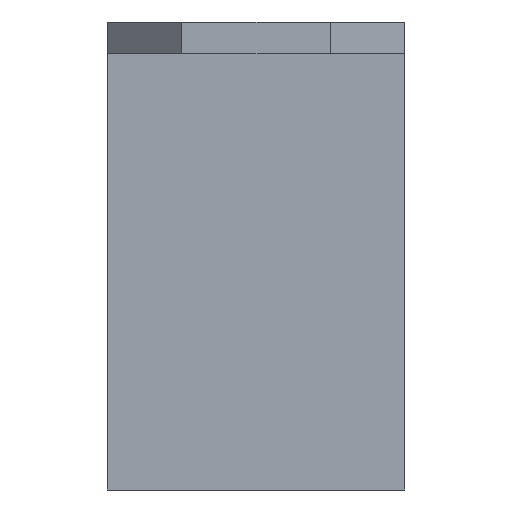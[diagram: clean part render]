
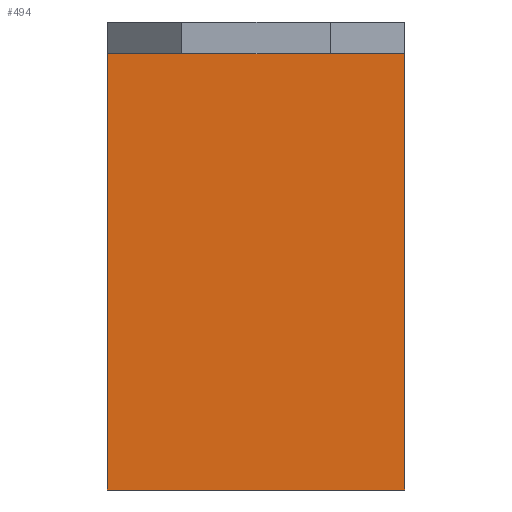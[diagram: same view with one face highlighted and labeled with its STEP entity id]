
A CAD part, left-side view. The second image highlights one B-rep face of the part: STEP entity #494.
In plain terms, the highlighted planar face has unit normal (-1, 0, 0).
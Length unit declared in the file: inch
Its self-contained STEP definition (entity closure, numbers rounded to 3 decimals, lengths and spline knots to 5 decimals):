
#73=FACE_OUTER_BOUND('',#112,.T.);
#112=EDGE_LOOP('',(#439,#440,#441,#442));
#136=LINE('',#732,#187);
#144=LINE('',#749,#195);
#154=LINE('',#792,#205);
#164=LINE('',#811,#215);
#187=VECTOR('',#593,0.3937);
#195=VECTOR('',#605,0.3937);
#205=VECTOR('',#655,0.3937);
#215=VECTOR('',#677,0.3937);
#219=VERTEX_POINT('',#687);
#234=VERTEX_POINT('',#728);
#241=VERTEX_POINT('',#747);
#253=VERTEX_POINT('',#789);
#282=EDGE_CURVE('',#219,#234,#136,.T.);
#291=EDGE_CURVE('',#241,#234,#144,.T.);
#312=EDGE_CURVE('',#253,#241,#154,.T.);
#322=EDGE_CURVE('',#253,#219,#164,.T.);
#439=ORIENTED_EDGE('',*,*,#322,.T.);
#440=ORIENTED_EDGE('',*,*,#282,.T.);
#441=ORIENTED_EDGE('',*,*,#291,.F.);
#442=ORIENTED_EDGE('',*,*,#312,.F.);
#469=PLANE('',#547);
#494=ADVANCED_FACE('',(#73),#469,.T.);
#547=AXIS2_PLACEMENT_3D('',#810,#675,#676);
#593=DIRECTION('',(0.,1.,0.));
#605=DIRECTION('',(0.,0.,1.));
#655=DIRECTION('',(0.,1.,0.));
#675=DIRECTION('center_axis',(-1.,0.,0.));
#676=DIRECTION('ref_axis',(0.,0.,1.));
#677=DIRECTION('',(0.,0.,1.));
#687=CARTESIAN_POINT('',(-0.99,0.,-0.15));
#728=CARTESIAN_POINT('',(-0.99,1.4,-0.15));
#732=CARTESIAN_POINT('',(-0.99,0.,-0.15));
#747=CARTESIAN_POINT('',(-0.99,1.4,-2.205));
#749=CARTESIAN_POINT('',(-0.99,1.4,-2.205));
#789=CARTESIAN_POINT('',(-0.99,0.,-2.205));
#792=CARTESIAN_POINT('',(-0.99,0.,-2.205));
#810=CARTESIAN_POINT('Origin',(-0.99,0.,-2.205));
#811=CARTESIAN_POINT('',(-0.99,0.,-2.205));
